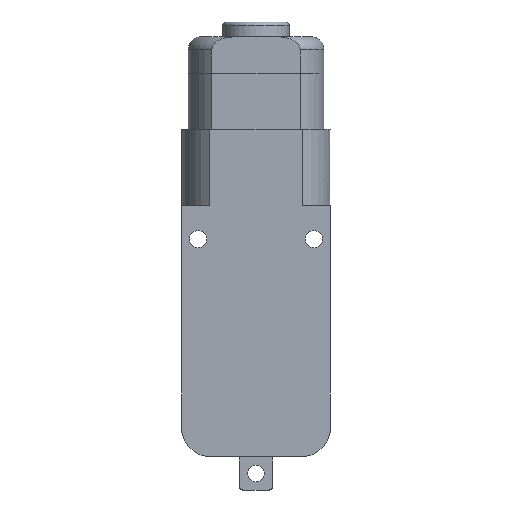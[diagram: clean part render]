
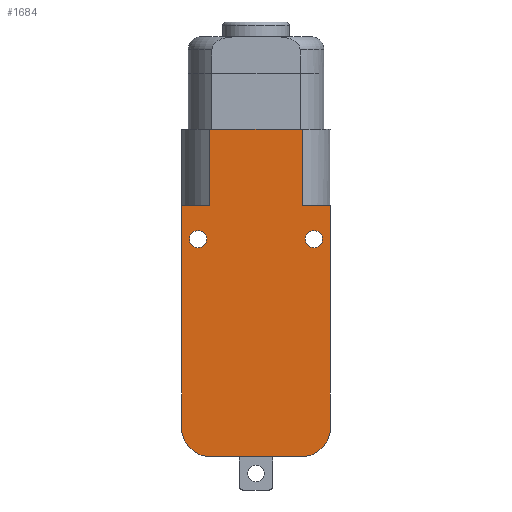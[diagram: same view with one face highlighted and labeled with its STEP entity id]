
A CAD part, front view. The second image highlights one B-rep face of the part: STEP entity #1684.
In plain terms, the highlighted planar face has unit normal (0, -1, 0).
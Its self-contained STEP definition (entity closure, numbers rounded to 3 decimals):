
#6 = ORIENTED_EDGE ( 'NONE', *, *, #2384, .T. ) ;
#61 = DIRECTION ( 'NONE',  ( 0., 0., -1. ) ) ;
#73 = LINE ( 'NONE', #1844, #887 ) ;
#91 = PLANE ( 'NONE',  #1992 ) ;
#122 = VERTEX_POINT ( 'NONE', #169 ) ;
#133 = DIRECTION ( 'NONE',  ( 0., 0., -1. ) ) ;
#157 = CARTESIAN_POINT ( 'NONE',  ( -8.75, -9.45, 12.6 ) ) ;
#169 = CARTESIAN_POINT ( 'NONE',  ( -7., -9.45, 30.5 ) ) ;
#195 = VERTEX_POINT ( 'NONE', #1394 ) ;
#200 = ORIENTED_EDGE ( 'NONE', *, *, #1940, .T. ) ;
#222 = CARTESIAN_POINT ( 'NONE',  ( -6.75, -9.45, -19. ) ) ;
#269 = CIRCLE ( 'NONE', #1452, 4.5 ) ;
#274 = ORIENTED_EDGE ( 'NONE', *, *, #1058, .T. ) ;
#299 = DIRECTION ( 'NONE',  ( 1., 0., 0. ) ) ;
#304 = DIRECTION ( 'NONE',  ( 0., 0., -1. ) ) ;
#317 = CARTESIAN_POINT ( 'NONE',  ( 6.75, -9.45, -14.5 ) ) ;
#425 = ORIENTED_EDGE ( 'NONE', *, *, #1274, .F. ) ;
#430 = EDGE_CURVE ( 'NONE', #195, #637, #2401, .T. ) ;
#448 = CARTESIAN_POINT ( 'NONE',  ( 8.75, -9.45, 13.9 ) ) ;
#501 = DIRECTION ( 'NONE',  ( 0., 0., -1. ) ) ;
#542 = EDGE_CURVE ( 'NONE', #1967, #2428, #1950, .T. ) ;
#559 = VERTEX_POINT ( 'NONE', #1057 ) ;
#560 = DIRECTION ( 'NONE',  ( 0., 0., 1. ) ) ;
#565 = VECTOR ( 'NONE', #1834, 1000. ) ;
#586 = VECTOR ( 'NONE', #133, 1000. ) ;
#616 = EDGE_CURVE ( 'NONE', #122, #772, #1469, .T. ) ;
#637 = VERTEX_POINT ( 'NONE', #854 ) ;
#657 = EDGE_CURVE ( 'NONE', #720, #684, #73, .T. ) ;
#671 = DIRECTION ( 'NONE',  ( 0., 1., 0. ) ) ;
#684 = VERTEX_POINT ( 'NONE', #1846 ) ;
#699 = CARTESIAN_POINT ( 'NONE',  ( -7., -9.45, 30.5 ) ) ;
#714 = CARTESIAN_POINT ( 'NONE',  ( 11.25, -9.45, -19. ) ) ;
#720 = VERTEX_POINT ( 'NONE', #1287 ) ;
#750 = CARTESIAN_POINT ( 'NONE',  ( -11.25, -9.45, -19. ) ) ;
#754 = ORIENTED_EDGE ( 'NONE', *, *, #430, .T. ) ;
#771 = ORIENTED_EDGE ( 'NONE', *, *, #616, .T. ) ;
#772 = VERTEX_POINT ( 'NONE', #1625 ) ;
#784 = VERTEX_POINT ( 'NONE', #2444 ) ;
#854 = CARTESIAN_POINT ( 'NONE',  ( 8.75, -9.45, 12.6 ) ) ;
#858 = DIRECTION ( 'NONE',  ( 0., -1., 0. ) ) ;
#887 = VECTOR ( 'NONE', #299, 1000. ) ;
#937 = CARTESIAN_POINT ( 'NONE',  ( 11.25, -9.45, 19. ) ) ;
#972 = DIRECTION ( 'NONE',  ( 0., 0., -1. ) ) ;
#979 = LINE ( 'NONE', #1551, #1032 ) ;
#989 = ORIENTED_EDGE ( 'NONE', *, *, #1859, .F. ) ;
#990 = VECTOR ( 'NONE', #1627, 1000. ) ;
#1010 = CARTESIAN_POINT ( 'NONE',  ( -6.75, -9.45, -14.5 ) ) ;
#1032 = VECTOR ( 'NONE', #2320, 1000. ) ;
#1047 = DIRECTION ( 'NONE',  ( 0., 0., -1. ) ) ;
#1057 = CARTESIAN_POINT ( 'NONE',  ( -11.25, -9.45, -14.5 ) ) ;
#1058 = EDGE_CURVE ( 'NONE', #637, #195, #1741, .T. ) ;
#1104 = VECTOR ( 'NONE', #1188, 1000. ) ;
#1112 = VERTEX_POINT ( 'NONE', #222 ) ;
#1142 = DIRECTION ( 'NONE',  ( 0., 1., 0. ) ) ;
#1155 = CARTESIAN_POINT ( 'NONE',  ( -8.75, -9.45, 13.9 ) ) ;
#1157 = VERTEX_POINT ( 'NONE', #2176 ) ;
#1188 = DIRECTION ( 'NONE',  ( 1., 0., 0. ) ) ;
#1271 = FACE_BOUND ( 'NONE', #2382, .T. ) ;
#1274 = EDGE_CURVE ( 'NONE', #784, #720, #2062, .T. ) ;
#1277 = EDGE_CURVE ( 'NONE', #1903, #1157, #1476, .T. ) ;
#1287 = CARTESIAN_POINT ( 'NONE',  ( 7., -9.45, 19. ) ) ;
#1334 = VECTOR ( 'NONE', #2433, 1000. ) ;
#1345 = LINE ( 'NONE', #750, #1771 ) ;
#1378 = ORIENTED_EDGE ( 'NONE', *, *, #2001, .F. ) ;
#1383 = EDGE_CURVE ( 'NONE', #2153, #772, #1399, .T. ) ;
#1394 = CARTESIAN_POINT ( 'NONE',  ( 8.75, -9.45, 15.2 ) ) ;
#1399 = LINE ( 'NONE', #937, #1104 ) ;
#1403 = AXIS2_PLACEMENT_3D ( 'NONE', #317, #858, #304 ) ;
#1423 = CARTESIAN_POINT ( 'NONE',  ( -8.75, -9.45, 15.2 ) ) ;
#1448 = CARTESIAN_POINT ( 'NONE',  ( 7., -9.45, 30.5 ) ) ;
#1452 = AXIS2_PLACEMENT_3D ( 'NONE', #1010, #1833, #61 ) ;
#1460 = ORIENTED_EDGE ( 'NONE', *, *, #1277, .T. ) ;
#1469 = LINE ( 'NONE', #699, #565 ) ;
#1476 = CIRCLE ( 'NONE', #1403, 4.5 ) ;
#1551 = CARTESIAN_POINT ( 'NONE',  ( 7., -9.45, 30.5 ) ) ;
#1554 = EDGE_LOOP ( 'NONE', ( #754, #274 ) ) ;
#1602 = AXIS2_PLACEMENT_3D ( 'NONE', #1155, #1142, #2142 ) ;
#1625 = CARTESIAN_POINT ( 'NONE',  ( -7., -9.45, 19. ) ) ;
#1627 = DIRECTION ( 'NONE',  ( 0., 0., -1. ) ) ;
#1663 = LINE ( 'NONE', #1688, #1334 ) ;
#1667 = ORIENTED_EDGE ( 'NONE', *, *, #2060, .F. ) ;
#1684 = ADVANCED_FACE ( 'NONE', ( #1271, #2056, #2047 ), #91, .T. ) ;
#1688 = CARTESIAN_POINT ( 'NONE',  ( 11.25, -9.45, -19. ) ) ;
#1734 = CARTESIAN_POINT ( 'NONE',  ( 6.75, -9.45, -19. ) ) ;
#1741 = CIRCLE ( 'NONE', #2503, 1.3 ) ;
#1760 = AXIS2_PLACEMENT_3D ( 'NONE', #448, #2206, #972 ) ;
#1771 = VECTOR ( 'NONE', #560, 1000. ) ;
#1815 = ORIENTED_EDGE ( 'NONE', *, *, #1383, .F. ) ;
#1833 = DIRECTION ( 'NONE',  ( 0., -1., 0. ) ) ;
#1834 = DIRECTION ( 'NONE',  ( 0., 0., -1. ) ) ;
#1844 = CARTESIAN_POINT ( 'NONE',  ( 11.25, -9.45, 19. ) ) ;
#1846 = CARTESIAN_POINT ( 'NONE',  ( 11.25, -9.45, 19. ) ) ;
#1859 = EDGE_CURVE ( 'NONE', #559, #2153, #1345, .T. ) ;
#1872 = CARTESIAN_POINT ( 'NONE',  ( -11.25, -9.45, 19. ) ) ;
#1888 = CIRCLE ( 'NONE', #1602, 1.3 ) ;
#1903 = VERTEX_POINT ( 'NONE', #1734 ) ;
#1940 = EDGE_CURVE ( 'NONE', #2428, #1967, #1888, .T. ) ;
#1950 = CIRCLE ( 'NONE', #2189, 1.3 ) ;
#1963 = DIRECTION ( 'NONE',  ( 0., 1., 0. ) ) ;
#1967 = VERTEX_POINT ( 'NONE', #157 ) ;
#1992 = AXIS2_PLACEMENT_3D ( 'NONE', #2440, #2078, #501 ) ;
#2001 = EDGE_CURVE ( 'NONE', #122, #784, #979, .T. ) ;
#2002 = ORIENTED_EDGE ( 'NONE', *, *, #657, .F. ) ;
#2047 = FACE_OUTER_BOUND ( 'NONE', #2145, .T. ) ;
#2056 = FACE_BOUND ( 'NONE', #1554, .T. ) ;
#2060 = EDGE_CURVE ( 'NONE', #684, #1157, #2298, .T. ) ;
#2062 = LINE ( 'NONE', #1448, #990 ) ;
#2078 = DIRECTION ( 'NONE',  ( 0., -1., 0. ) ) ;
#2142 = DIRECTION ( 'NONE',  ( 0., 0., -1. ) ) ;
#2145 = EDGE_LOOP ( 'NONE', ( #989, #6, #2511, #1460, #1667, #2002, #425, #1378, #771, #1815 ) ) ;
#2153 = VERTEX_POINT ( 'NONE', #1872 ) ;
#2174 = CARTESIAN_POINT ( 'NONE',  ( 8.75, -9.45, 13.9 ) ) ;
#2176 = CARTESIAN_POINT ( 'NONE',  ( 11.25, -9.45, -14.5 ) ) ;
#2183 = EDGE_CURVE ( 'NONE', #1903, #1112, #1663, .T. ) ;
#2188 = DIRECTION ( 'NONE',  ( 0., 0., -1. ) ) ;
#2189 = AXIS2_PLACEMENT_3D ( 'NONE', #2414, #671, #1047 ) ;
#2206 = DIRECTION ( 'NONE',  ( 0., 1., 0. ) ) ;
#2298 = LINE ( 'NONE', #714, #586 ) ;
#2320 = DIRECTION ( 'NONE',  ( 1., 0., 0. ) ) ;
#2382 = EDGE_LOOP ( 'NONE', ( #200, #2446 ) ) ;
#2384 = EDGE_CURVE ( 'NONE', #559, #1112, #269, .T. ) ;
#2401 = CIRCLE ( 'NONE', #1760, 1.3 ) ;
#2414 = CARTESIAN_POINT ( 'NONE',  ( -8.75, -9.45, 13.9 ) ) ;
#2428 = VERTEX_POINT ( 'NONE', #1423 ) ;
#2433 = DIRECTION ( 'NONE',  ( -1., 0., 0. ) ) ;
#2440 = CARTESIAN_POINT ( 'NONE',  ( 0., -9.45, 0. ) ) ;
#2444 = CARTESIAN_POINT ( 'NONE',  ( 7., -9.45, 30.5 ) ) ;
#2446 = ORIENTED_EDGE ( 'NONE', *, *, #542, .T. ) ;
#2503 = AXIS2_PLACEMENT_3D ( 'NONE', #2174, #1963, #2188 ) ;
#2511 = ORIENTED_EDGE ( 'NONE', *, *, #2183, .F. ) ;
